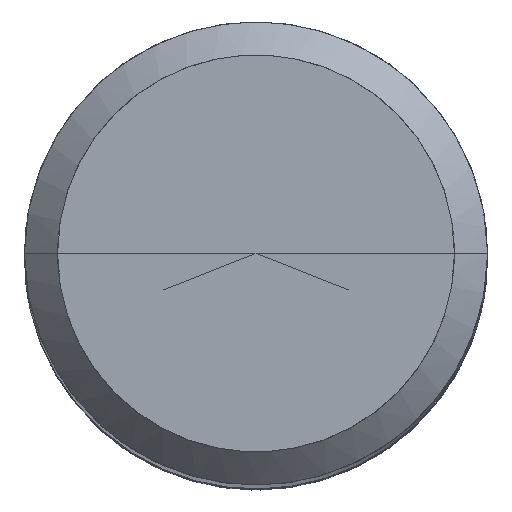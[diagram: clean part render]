
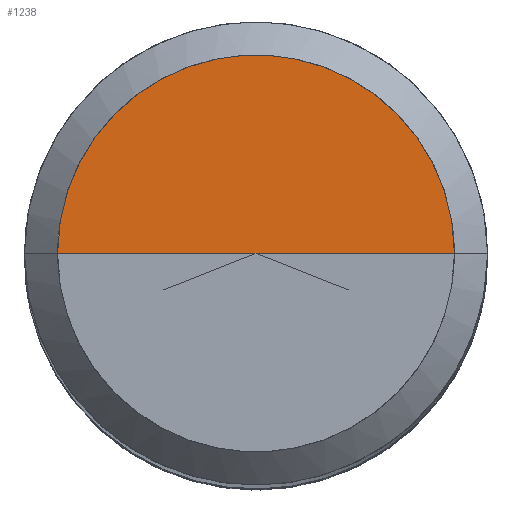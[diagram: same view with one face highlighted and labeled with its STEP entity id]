
A CAD part, top view. The second image highlights one B-rep face of the part: STEP entity #1238.
In plain terms, the highlighted free-form (B-spline) face has degree [1, 2] with [2, 5] control points.
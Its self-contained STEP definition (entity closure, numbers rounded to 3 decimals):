
#756=CARTESIAN_POINT('',(-6.,0.,59.));
#760=CARTESIAN_POINT('',(6.,0.,59.));
#761=CARTESIAN_POINT('',(0.,0.,59.));
#777=CARTESIAN_POINT('',(6.,6.,59.));
#778=CARTESIAN_POINT('',(0.,6.,59.));
#779=CARTESIAN_POINT('',(-6.,6.,59.));
#1223=(
BOUNDED_SURFACE()
B_SPLINE_SURFACE(1,2,(
(#760,#777,#778,#779,#756),
(#761,#761,#761,#761,#761)
), .UNSPECIFIED.,.F.,.F.,.F.)
B_SPLINE_SURFACE_WITH_KNOTS((2,2),(3,2,3),(
0.,1.),(
0.,0.5,1.), .UNSPECIFIED.)
GEOMETRIC_REPRESENTATION_ITEM()
RATIONAL_B_SPLINE_SURFACE(((1.,0.707,1.,0.707,1.),
(1.,0.707,1.,0.707,1.)
))
REPRESENTATION_ITEM('')
SURFACE()
);
#1224=(
BOUNDED_CURVE()
B_SPLINE_CURVE(2,(#756,#779,#778,#777,#760),.UNSPECIFIED.,.F.,.F.)
B_SPLINE_CURVE_WITH_KNOTS((3,2,3),
(0.,0.5,1.),.UNSPECIFIED.)
CURVE()
GEOMETRIC_REPRESENTATION_ITEM()
RATIONAL_B_SPLINE_CURVE((1.,0.707,1.,0.707,1.))
REPRESENTATION_ITEM('')
);
#1225=(
BOUNDED_CURVE()
B_SPLINE_CURVE(1,(#760,#761),.UNSPECIFIED.,.F.,.F.)
B_SPLINE_CURVE_WITH_KNOTS((2,2),
(0.,1.),.UNSPECIFIED.)
CURVE()
GEOMETRIC_REPRESENTATION_ITEM()
RATIONAL_B_SPLINE_CURVE((1.,1.))
REPRESENTATION_ITEM('')
);
#1226=(
BOUNDED_CURVE()
B_SPLINE_CURVE(1,(#761,#756),.UNSPECIFIED.,.F.,.F.)
B_SPLINE_CURVE_WITH_KNOTS((2,2),
(0.,1.),.UNSPECIFIED.)
CURVE()
GEOMETRIC_REPRESENTATION_ITEM()
RATIONAL_B_SPLINE_CURVE((1.,1.))
REPRESENTATION_ITEM('')
);
#1227=VERTEX_POINT('',#756);
#1228=VERTEX_POINT('',#760);
#1229=VERTEX_POINT('',#761);
#1230=EDGE_CURVE('',#1227,#1228,#1224,.T.);
#1231=EDGE_CURVE('',#1228,#1229,#1225,.T.);
#1232=EDGE_CURVE('',#1229,#1227,#1226,.T.);
#1233=ORIENTED_EDGE('',*,*,#1230,.T.);
#1234=ORIENTED_EDGE('',*,*,#1231,.T.);
#1235=ORIENTED_EDGE('',*,*,#1232,.T.);
#1236=EDGE_LOOP('',(#1233,#1234,#1235));
#1237=FACE_OUTER_BOUND('',#1236,.T.);
#1238=ADVANCED_FACE('',(#1237),#1223,.T.);
